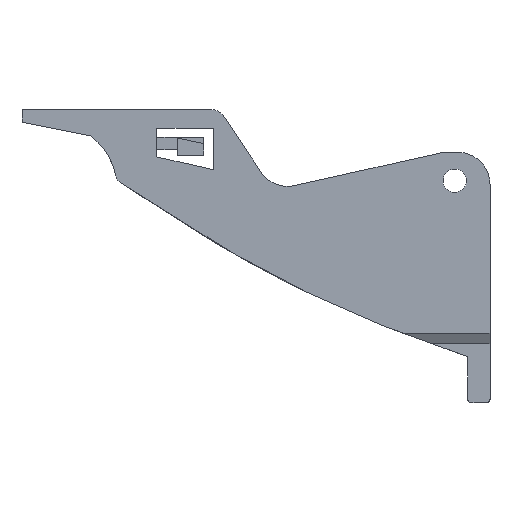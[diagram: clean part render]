
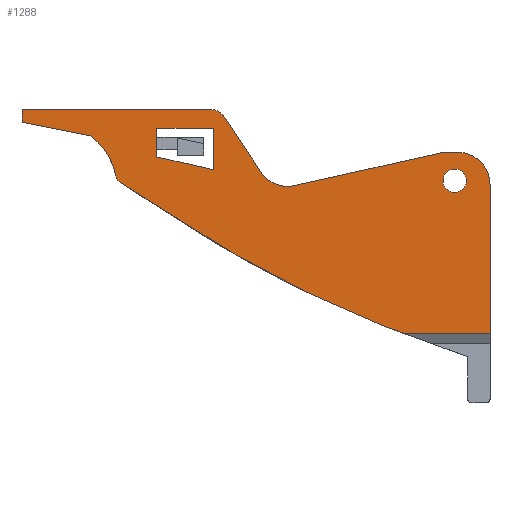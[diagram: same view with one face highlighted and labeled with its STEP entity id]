
A CAD part, left-side view. The second image highlights one B-rep face of the part: STEP entity #1288.
In plain terms, the highlighted planar face has unit normal (-1, 0, 0).
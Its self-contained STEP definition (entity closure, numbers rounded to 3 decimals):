
#1=CARTESIAN_POINT('',(0.,3.3,-6.691));
#2=DIRECTION('',(1.,0.,0.));
#3=DIRECTION('',(0.,0.,1.));
#4=AXIS2_PLACEMENT_3D('',#1,#2,#3);
#6=CARTESIAN_POINT('',(0.,3.3,-6.691));
#7=DIRECTION('',(1.,0.,0.));
#8=DIRECTION('',(0.,0.,-1.));
#9=AXIS2_PLACEMENT_3D('',#6,#7,#8);
#11=DIRECTION('',(0.,0.,1.));
#12=VECTOR('',#11,2.7);
#13=CARTESIAN_POINT('',(0.,31.25,-4.451));
#14=LINE('',#13,#12);
#15=DIRECTION('',(0.,0.975,0.221));
#16=VECTOR('',#15,5.434);
#17=CARTESIAN_POINT('',(0.,25.95,-5.651));
#18=LINE('',#17,#16);
#19=DIRECTION('',(0.,0.,-1.));
#20=VECTOR('',#19,3.9);
#21=CARTESIAN_POINT('',(0.,25.95,-1.751));
#22=LINE('',#21,#20);
#23=DIRECTION('',(0.,-1.,0.));
#24=VECTOR('',#23,5.3);
#25=CARTESIAN_POINT('',(0.,31.25,-1.751));
#26=LINE('',#25,#24);
#27=DIRECTION('',(0.,1.,0.));
#28=VECTOR('',#27,8.109);
#29=CARTESIAN_POINT('',(0.,0.,
-20.991));
#30=LINE('',#29,#28);
#31=CARTESIAN_POINT('',(0.,34.664,-6.858));
#32=CARTESIAN_POINT('',(0.,34.178,-7.173));
#33=CARTESIAN_POINT('',(0.,29.234,-10.374));
#34=CARTESIAN_POINT('',(0.,21.363,-15.471));
#35=CARTESIAN_POINT('',(0.,13.274,-18.911));
#36=CARTESIAN_POINT('',(0.,10.067,-20.274));
#38=CARTESIAN_POINT('',(0.,34.122,-6.018));
#39=DIRECTION('',(-1.,0.,0.));
#40=DIRECTION('',(0.,0.982,-0.186));
#41=AXIS2_PLACEMENT_3D('',#38,#39,#40);
#43=CARTESIAN_POINT('',(0.,41.,-7.322));
#44=DIRECTION('',(1.,0.,0.));
#45=DIRECTION('',(0.,-0.592,0.806));
#46=AXIS2_PLACEMENT_3D('',#43,#44,#45);
#48=DIRECTION('',(0.,-0.981,-0.196));
#49=VECTOR('',#48,6.575);
#50=CARTESIAN_POINT('',(0.,43.897,-1.195));
#51=LINE('',#50,#49);
#52=DIRECTION('',(0.,0.,-1.));
#53=VECTOR('',#52,1.195);
#54=CARTESIAN_POINT('',(0.,43.897,
0.));
#55=LINE('',#54,#53);
#56=DIRECTION('',(0.,1.,0.));
#57=VECTOR('',#56,17.698);
#58=CARTESIAN_POINT('',(0.,26.198,
0.));
#59=LINE('',#58,#57);
#60=CARTESIAN_POINT('',(0.,26.198,-1.5));
#61=DIRECTION('',(-1.,0.,0.));
#62=DIRECTION('',(0.,-0.831,0.556));
#63=AXIS2_PLACEMENT_3D('',#60,#61,#62);
#65=DIRECTION('',(0.,0.556,0.831));
#66=VECTOR('',#65,6.27);
#67=CARTESIAN_POINT('',(0.,21.467,-5.879));
#68=LINE('',#67,#66);
#69=DIRECTION('',(0.,0.976,-0.218));
#70=VECTOR('',#69,14.373);
#71=CARTESIAN_POINT('',(0.,4.292,-4.));
#72=LINE('',#71,#70);
#73=DIRECTION('',(0.,1.,0.));
#74=VECTOR('',#73,1.242);
#75=CARTESIAN_POINT('',(0.,3.05,-4.));
#76=LINE('',#75,#74);
#77=CARTESIAN_POINT('',(0.,3.05,-7.05));
#78=DIRECTION('',(-1.,0.,0.));
#79=DIRECTION('',(0.,-1.,0.));
#80=AXIS2_PLACEMENT_3D('',#77,#78,#79);
#337=DIRECTION('',(0.,-0.939,-0.344));
#338=VECTOR('',#337,2.086);
#339=CARTESIAN_POINT('',(0.,10.067,
-20.274));
#340=LINE('',#339,#338);
#675=CARTESIAN_POINT('',(0.,18.973,
-4.212));
#676=DIRECTION('',(1.,0.,0.));
#677=DIRECTION('',(0.,-0.218,-0.976));
#678=AXIS2_PLACEMENT_3D('',#675,#676,#677);
#781=DIRECTION('',(0.,0.,1.));
#782=VECTOR('',#781,13.941);
#783=CARTESIAN_POINT('',(0.,0.,
-20.991));
#784=LINE('',#783,#782);
#941=CARTESIAN_POINT('',(0.,0.,-7.05));
#942=CARTESIAN_POINT('',(0.,3.05,-4.));
#943=VERTEX_POINT('',#941);
#944=VERTEX_POINT('',#942);
#945=CARTESIAN_POINT('',(0.,4.292,-4.));
#946=VERTEX_POINT('',#945);
#947=CARTESIAN_POINT('',(0.,18.318,
-7.14));
#948=VERTEX_POINT('',#947);
#949=CARTESIAN_POINT('',(0.,21.467,
-5.879));
#950=CARTESIAN_POINT('',(0.,24.951,
-0.667));
#951=VERTEX_POINT('',#949);
#952=VERTEX_POINT('',#950);
#953=CARTESIAN_POINT('',(0.,26.198,
0.));
#954=VERTEX_POINT('',#953);
#955=CARTESIAN_POINT('',(0.,43.897,
0.));
#956=VERTEX_POINT('',#955);
#957=CARTESIAN_POINT('',(0.,43.897,
-1.195));
#958=VERTEX_POINT('',#957);
#959=CARTESIAN_POINT('',(0.,37.449,
-2.485));
#960=CARTESIAN_POINT('',(0.,35.105,
-6.204));
#961=VERTEX_POINT('',#959);
#962=VERTEX_POINT('',#960);
#963=CARTESIAN_POINT('',(0.,34.664,
-6.858));
#964=VERTEX_POINT('',#963);
#965=VERTEX_POINT('',#36);
#966=CARTESIAN_POINT('',(0.,3.3,-5.591));
#967=CARTESIAN_POINT('',(0.,3.3,-7.791));
#968=VERTEX_POINT('',#966);
#969=VERTEX_POINT('',#967);
#970=CARTESIAN_POINT('',(0.,31.25,-4.451));
#971=CARTESIAN_POINT('',(0.,31.25,-1.751));
#972=VERTEX_POINT('',#970);
#973=VERTEX_POINT('',#971);
#974=CARTESIAN_POINT('',(0.,25.95,-1.751));
#975=VERTEX_POINT('',#974);
#976=CARTESIAN_POINT('',(0.,25.95,-5.651));
#977=VERTEX_POINT('',#976);
#1111=CARTESIAN_POINT('',(0.,0.,
-20.991));
#1112=CARTESIAN_POINT('',(0.,8.109,
-20.991));
#1113=VERTEX_POINT('',#1111);
#1114=VERTEX_POINT('',#1112);
#1235=CARTESIAN_POINT('',(0.,0.,0.));
#1236=DIRECTION('',(-1.,0.,0.));
#1237=DIRECTION('',(0.,-1.,0.));
#1238=AXIS2_PLACEMENT_3D('',#1235,#1236,#1237);
#1239=PLANE('',#1238);
#1241=ORIENTED_EDGE('',*,*,#1240,.T.);
#1243=ORIENTED_EDGE('',*,*,#1242,.F.);
#1245=ORIENTED_EDGE('',*,*,#1244,.F.);
#1247=ORIENTED_EDGE('',*,*,#1246,.F.);
#1249=ORIENTED_EDGE('',*,*,#1248,.F.);
#1251=ORIENTED_EDGE('',*,*,#1250,.F.);
#1253=ORIENTED_EDGE('',*,*,#1252,.F.);
#1255=ORIENTED_EDGE('',*,*,#1254,.F.);
#1257=ORIENTED_EDGE('',*,*,#1256,.F.);
#1259=ORIENTED_EDGE('',*,*,#1258,.F.);
#1261=ORIENTED_EDGE('',*,*,#1260,.F.);
#1263=ORIENTED_EDGE('',*,*,#1262,.F.);
#1265=ORIENTED_EDGE('',*,*,#1264,.F.);
#1267=ORIENTED_EDGE('',*,*,#1266,.F.);
#1269=ORIENTED_EDGE('',*,*,#1268,.F.);
#1270=EDGE_LOOP('',(#1241,#1243,#1245,#1247,#1249,#1251,#1253,#1255,#1257,#1259,
#1261,#1263,#1265,#1267,#1269));
#1271=FACE_OUTER_BOUND('',#1270,.F.);
#1273=ORIENTED_EDGE('',*,*,#1272,.F.);
#1275=ORIENTED_EDGE('',*,*,#1274,.F.);
#1277=ORIENTED_EDGE('',*,*,#1276,.F.);
#1279=ORIENTED_EDGE('',*,*,#1278,.F.);
#1280=EDGE_LOOP('',(#1273,#1275,#1277,#1279));
#1281=FACE_BOUND('',#1280,.F.);
#1283=ORIENTED_EDGE('',*,*,#1282,.F.);
#1285=ORIENTED_EDGE('',*,*,#1284,.F.);
#1286=EDGE_LOOP('',(#1283,#1285));
#1287=FACE_BOUND('',#1286,.F.);
#5=CIRCLE('',#4,1.1);
#10=CIRCLE('',#9,1.1);
#37=B_SPLINE_CURVE_WITH_KNOTS('',3,(#31,#32,#33,#34,#35,#36),.UNSPECIFIED.,.F.,
.F.,(4,1,1,4),(0.,0.062,0.628,1.),.UNSPECIFIED.);
#42=CIRCLE('',#41,1.);
#47=CIRCLE('',#46,6.);
#64=CIRCLE('',#63,1.5);
#81=CIRCLE('',#80,3.05);
#679=CIRCLE('',#678,3.);
#1240=EDGE_CURVE('',#1113,#1114,#30,.T.);
#1242=EDGE_CURVE('',#965,#1114,#340,.T.);
#1244=EDGE_CURVE('',#964,#965,#37,.T.);
#1246=EDGE_CURVE('',#962,#964,#42,.T.);
#1248=EDGE_CURVE('',#961,#962,#47,.T.);
#1250=EDGE_CURVE('',#958,#961,#51,.T.);
#1252=EDGE_CURVE('',#956,#958,#55,.T.);
#1254=EDGE_CURVE('',#954,#956,#59,.T.);
#1256=EDGE_CURVE('',#952,#954,#64,.T.);
#1258=EDGE_CURVE('',#951,#952,#68,.T.);
#1260=EDGE_CURVE('',#948,#951,#679,.T.);
#1262=EDGE_CURVE('',#946,#948,#72,.T.);
#1264=EDGE_CURVE('',#944,#946,#76,.T.);
#1266=EDGE_CURVE('',#943,#944,#81,.T.);
#1268=EDGE_CURVE('',#1113,#943,#784,.T.);
#1272=EDGE_CURVE('',#972,#973,#14,.T.);
#1274=EDGE_CURVE('',#977,#972,#18,.T.);
#1276=EDGE_CURVE('',#975,#977,#22,.T.);
#1278=EDGE_CURVE('',#973,#975,#26,.T.);
#1282=EDGE_CURVE('',#968,#969,#5,.T.);
#1284=EDGE_CURVE('',#969,#968,#10,.T.);
#1288=ADVANCED_FACE('',(#1271,#1281,#1287),#1239,.T.);
